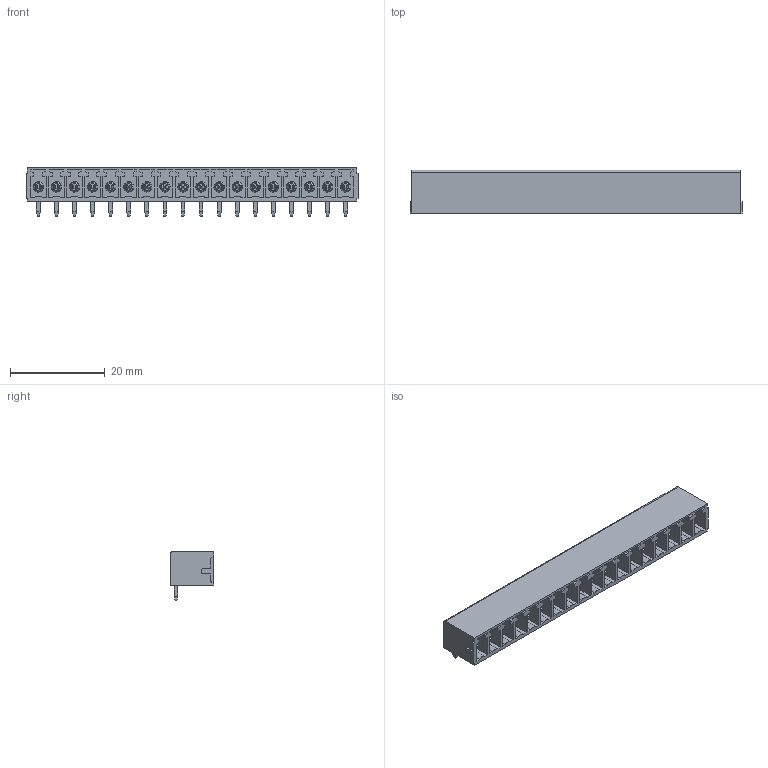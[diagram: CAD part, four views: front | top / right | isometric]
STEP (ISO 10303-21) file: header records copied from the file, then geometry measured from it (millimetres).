
FILE_DESCRIPTION(('CATIA V5 STEP Exchange','CAx-IF Rec.Pracs.--- Model Styling and Organization---1.2---2011-12-15'),'2;1');
FILE_NAME ('D1459773_0', '2018-09-29T02:57:48+00:00', ('none'), ('Weidmueller'), 'CATIA Version 5-6 Release 2014', 'CATIA V5 STEP AP214', 'none');
FILE_SCHEMA(('AUTOMOTIVE_DESIGN { 1 0 10303 214 1 1 1 1 }'));
Length unit declared in the file: millimetre
Products named in the file (1): 1942230000
Bounding box: 69.97 x 9.2 x 10.25 mm (x, y, z)
Volume: 1994.1 mm3; surface area: 6500.4 mm2
Topology: 19 solids, 19 shells, 1421 faces, 4076 edges, 2747 vertices
Faces by surface type: plane 1016, cylinder 333, cone 36, torus 36
Entity records: 42872 total; most frequent: CARTESIAN_POINT 8380, ORIENTED_EDGE 8152, DIRECTION 5454, EDGE_CURVE 4076, VECTOR 3194, LINE 3194, VERTEX_POINT 2747, EDGE_LOOP 1511
